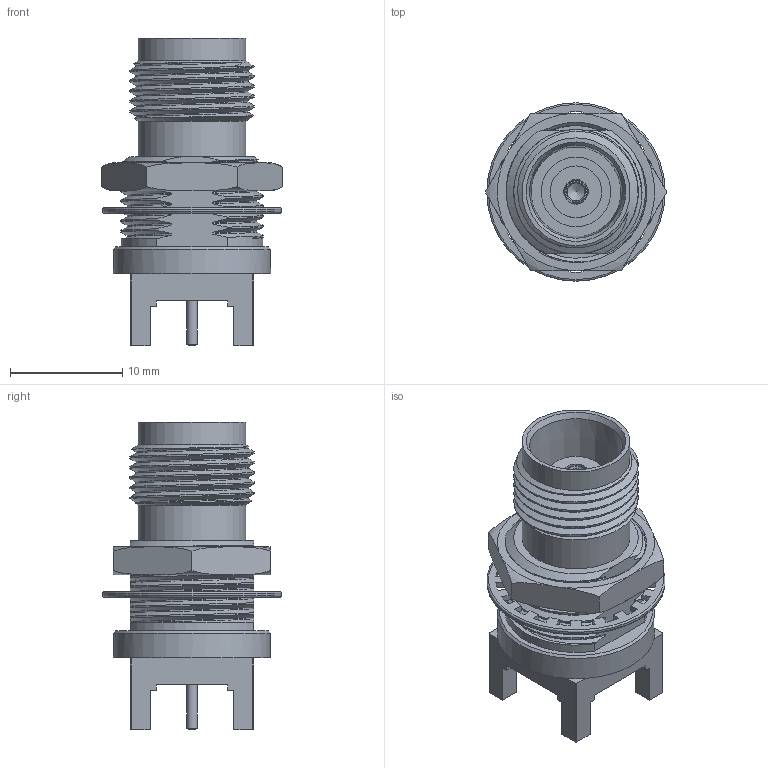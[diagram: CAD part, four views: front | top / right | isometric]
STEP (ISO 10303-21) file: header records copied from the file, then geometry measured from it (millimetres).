
FILE_DESCRIPTION(/* description */ ('Unknown'),/* implementation_level */ '2;1');
FILE_NAME(/* name */ '67012042221506',/* time_stamp */ '2023-07-06T14:53:28+02:00',/* author */ ('Unknown'),/* organization */ ('Unknown'),/* preprocessor_version */ 'ST-DEVELOPER v18.102',/* originating_system */ 'Solid Edge',/* authorisation */ 'Unknown');
FILE_SCHEMA (('AUTOMOTIVE_DESIGN {1 0 10303 214 3 1 1}'));
Length unit declared in the file: millimetre
Products named in the file (1): 67012042221506
Bounding box: 16.17 x 15.9 x 27.4 mm (x, y, z)
Volume: 2219.3 mm3; surface area: 2450.5 mm2
Topology: 2 solids, 2 shells, 285 faces, 825 edges, 541 vertices
Faces by surface type: plane 121, cylinder 89, bspline 37, cone 24, torus 14
Full cylindrical faces by diameter (mm): 0.95 x1, 1.5 x1, 2.103 x1, 2.2 x1, 4.6 x1, 6.2 x1, 9.6 x2, 14 x1, 15.9 x1
Entity records: 28360 total; most frequent: CARTESIAN_POINT 20043, ORIENTED_EDGE 1586, DIRECTION 1256, EDGE_CURVE 793, VERTEX_POINT 531, AXIS2_PLACEMENT_3D 443, LINE 370, VECTOR 370
